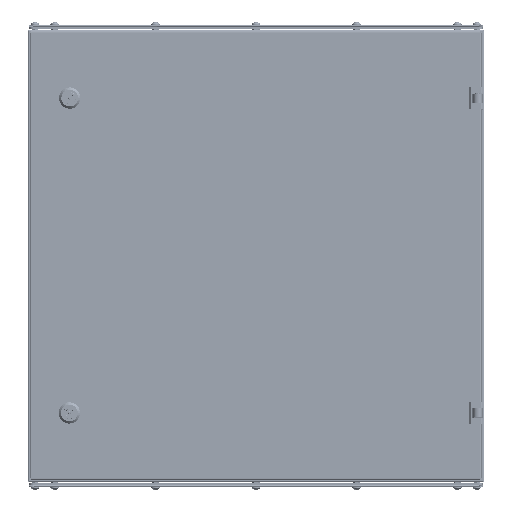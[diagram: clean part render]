
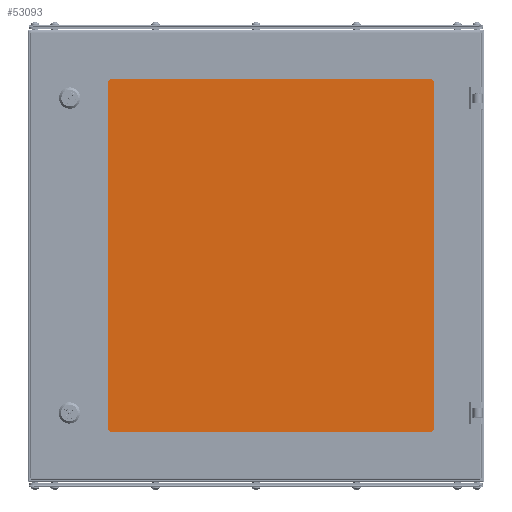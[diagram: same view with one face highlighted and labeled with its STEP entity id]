
A CAD part, top view. The second image highlights one B-rep face of the part: STEP entity #53093.
In plain terms, the highlighted planar face has unit normal (0, 0, 1).
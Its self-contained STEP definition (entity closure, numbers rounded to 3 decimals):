
#37 = ORIENTED_EDGE ( 'NONE', *, *, #37607, .T. ) ;
#2614 = EDGE_CURVE ( 'NONE', #50956, #43693, #40473, .T. ) ;
#2738 = AXIS2_PLACEMENT_3D ( 'NONE', #24083, #72449, #45526 ) ;
#3312 = DIRECTION ( 'NONE',  ( 0., 1., 0. ) ) ;
#3405 = VERTEX_POINT ( 'NONE', #87452 ) ;
#4692 = EDGE_CURVE ( 'NONE', #43693, #90286, #54003, .T. ) ;
#5803 = DIRECTION ( 'NONE',  ( 1., 0., 0. ) ) ;
#9474 = ORIENTED_EDGE ( 'NONE', *, *, #83107, .T. ) ;
#9625 = CARTESIAN_POINT ( 'NONE',  ( 217.75, 245.5, 4. ) ) ;
#11516 = CARTESIAN_POINT ( 'NONE',  ( 0., 0., 4. ) ) ;
#11706 = CARTESIAN_POINT ( 'NONE',  ( -227.75, -235.5, 4. ) ) ;
#12370 = DIRECTION ( 'NONE',  ( 0., -1., 0. ) ) ;
#15829 = DIRECTION ( 'NONE',  ( -1., 0., 0. ) ) ;
#18389 = PLANE ( 'NONE',  #25349 ) ;
#18811 = DIRECTION ( 'NONE',  ( 0., 0., 1. ) ) ;
#19842 = VERTEX_POINT ( 'NONE', #86814 ) ;
#22949 = CARTESIAN_POINT ( 'NONE',  ( 227.75, -235.5, 4. ) ) ;
#23169 = DIRECTION ( 'NONE',  ( 0., 0., 1. ) ) ;
#24083 = CARTESIAN_POINT ( 'NONE',  ( -217.75, -235.5, 4. ) ) ;
#24499 = EDGE_LOOP ( 'NONE', ( #71517, #28060, #63180, #37, #30789, #41391, #9474, #48294 ) ) ;
#25196 = LINE ( 'NONE', #54400, #27554 ) ;
#25250 = FACE_OUTER_BOUND ( 'NONE', #24499, .T. ) ;
#25349 = AXIS2_PLACEMENT_3D ( 'NONE', #11516, #53115, #60418 ) ;
#26300 = AXIS2_PLACEMENT_3D ( 'NONE', #74165, #89254, #60036 ) ;
#27554 = VECTOR ( 'NONE', #12370, 1000. ) ;
#28060 = ORIENTED_EDGE ( 'NONE', *, *, #74115, .T. ) ;
#28213 = VECTOR ( 'NONE', #5803, 1000. ) ;
#28539 = EDGE_CURVE ( 'NONE', #83079, #82472, #65867, .T. ) ;
#28758 = VECTOR ( 'NONE', #88440, 1000. ) ;
#29658 = CARTESIAN_POINT ( 'NONE',  ( -227.75, 235.5, 4. ) ) ;
#30789 = ORIENTED_EDGE ( 'NONE', *, *, #2614, .T. ) ;
#32736 = CARTESIAN_POINT ( 'NONE',  ( -227.75, -245.5, 4. ) ) ;
#35694 = EDGE_CURVE ( 'NONE', #85966, #3405, #42123, .T. ) ;
#37607 = EDGE_CURVE ( 'NONE', #82472, #50956, #81710, .T. ) ;
#40290 = CARTESIAN_POINT ( 'NONE',  ( 217.75, 235.5, 4. ) ) ;
#40473 = LINE ( 'NONE', #54612, #28758 ) ;
#40911 = EDGE_CURVE ( 'NONE', #3405, #19842, #67446, .T. ) ;
#41391 = ORIENTED_EDGE ( 'NONE', *, *, #4692, .T. ) ;
#42123 = CIRCLE ( 'NONE', #2738, 10. ) ;
#43693 = VERTEX_POINT ( 'NONE', #80743 ) ;
#45207 = AXIS2_PLACEMENT_3D ( 'NONE', #40290, #18811, #68110 ) ;
#45526 = DIRECTION ( 'NONE',  ( -1., 0., 0. ) ) ;
#48294 = ORIENTED_EDGE ( 'NONE', *, *, #35694, .T. ) ;
#50956 = VERTEX_POINT ( 'NONE', #9625 ) ;
#52209 = CARTESIAN_POINT ( 'NONE',  ( 227.75, -245.5, 4. ) ) ;
#53093 = ADVANCED_FACE ( 'NONE', ( #25250 ), #18389, .F. ) ;
#53115 = DIRECTION ( 'NONE',  ( 0., 0., -1. ) ) ;
#54003 = CIRCLE ( 'NONE', #26300, 10. ) ;
#54400 = CARTESIAN_POINT ( 'NONE',  ( -227.75, -245.5, 4. ) ) ;
#54612 = CARTESIAN_POINT ( 'NONE',  ( -227.75, 245.5, 4. ) ) ;
#57255 = VECTOR ( 'NONE', #3312, 1000. ) ;
#57402 = CARTESIAN_POINT ( 'NONE',  ( 217.75, -235.5, 4. ) ) ;
#60036 = DIRECTION ( 'NONE',  ( -1., 0., 0. ) ) ;
#60418 = DIRECTION ( 'NONE',  ( -1., 0., 0. ) ) ;
#63180 = ORIENTED_EDGE ( 'NONE', *, *, #28539, .T. ) ;
#65867 = LINE ( 'NONE', #52209, #57255 ) ;
#67446 = LINE ( 'NONE', #32736, #28213 ) ;
#68110 = DIRECTION ( 'NONE',  ( -1., 0., 0. ) ) ;
#71517 = ORIENTED_EDGE ( 'NONE', *, *, #40911, .T. ) ;
#72019 = AXIS2_PLACEMENT_3D ( 'NONE', #57402, #23169, #15829 ) ;
#72449 = DIRECTION ( 'NONE',  ( 0., 0., 1. ) ) ;
#73567 = CARTESIAN_POINT ( 'NONE',  ( 227.75, 235.5, 4. ) ) ;
#74115 = EDGE_CURVE ( 'NONE', #19842, #83079, #85350, .T. ) ;
#74165 = CARTESIAN_POINT ( 'NONE',  ( -217.75, 235.5, 4. ) ) ;
#80743 = CARTESIAN_POINT ( 'NONE',  ( -217.75, 245.5, 4. ) ) ;
#81710 = CIRCLE ( 'NONE', #45207, 10. ) ;
#82472 = VERTEX_POINT ( 'NONE', #73567 ) ;
#83079 = VERTEX_POINT ( 'NONE', #22949 ) ;
#83107 = EDGE_CURVE ( 'NONE', #90286, #85966, #25196, .T. ) ;
#85350 = CIRCLE ( 'NONE', #72019, 10. ) ;
#85966 = VERTEX_POINT ( 'NONE', #11706 ) ;
#86814 = CARTESIAN_POINT ( 'NONE',  ( 217.75, -245.5, 4. ) ) ;
#87452 = CARTESIAN_POINT ( 'NONE',  ( -217.75, -245.5, 4. ) ) ;
#88440 = DIRECTION ( 'NONE',  ( -1., 0., 0. ) ) ;
#89254 = DIRECTION ( 'NONE',  ( 0., 0., 1. ) ) ;
#90286 = VERTEX_POINT ( 'NONE', #29658 ) ;
